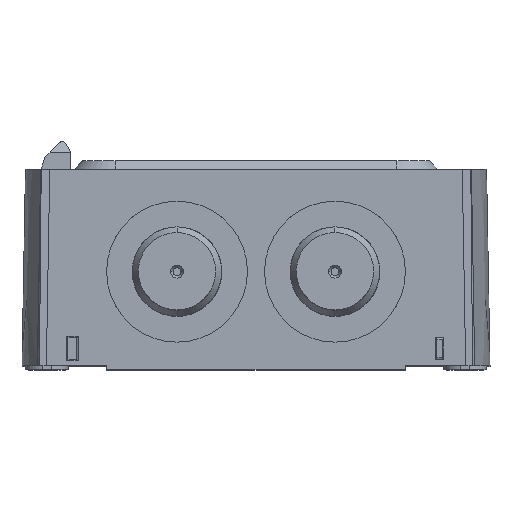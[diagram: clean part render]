
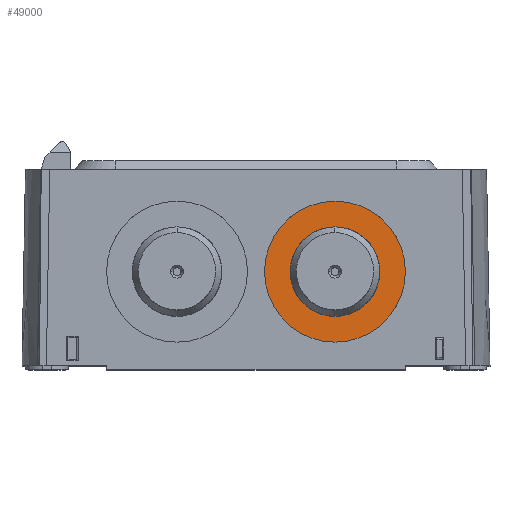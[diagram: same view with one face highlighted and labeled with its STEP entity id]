
A CAD part, top view. The second image highlights one B-rep face of the part: STEP entity #49000.
In plain terms, the highlighted planar face has unit normal (0, 0, 1).
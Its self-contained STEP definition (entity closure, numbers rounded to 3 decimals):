
#988 = FACE_BOUND ( 'NONE', #6566, .T. ) ;
#2875 = AXIS2_PLACEMENT_3D ( 'NONE', #6957, #49145, #77052 ) ;
#4953 = DIRECTION ( 'NONE',  ( -1., 0., 0. ) ) ;
#6566 = EDGE_LOOP ( 'NONE', ( #7192, #50690 ) ) ;
#6957 = CARTESIAN_POINT ( 'NONE',  ( 44.5, 22.8, 42.5 ) ) ;
#7192 = ORIENTED_EDGE ( 'NONE', *, *, #74038, .F. ) ;
#9236 = DIRECTION ( 'NONE',  ( -1., 0., 0. ) ) ;
#9356 = VERTEX_POINT ( 'NONE', #53960 ) ;
#10159 = CIRCLE ( 'NONE', #24825, 16.498 ) ;
#14845 = CARTESIAN_POINT ( 'NONE',  ( 60.998, 22.8, 42.5 ) ) ;
#16106 = DIRECTION ( 'NONE',  ( 0., 0., 1. ) ) ;
#16589 = DIRECTION ( 'NONE',  ( 0., 0., 1. ) ) ;
#19218 = AXIS2_PLACEMENT_3D ( 'NONE', #23987, #76862, #45116 ) ;
#21013 = EDGE_CURVE ( 'NONE', #68590, #52491, #32565, .T. ) ;
#22642 = ORIENTED_EDGE ( 'NONE', *, *, #38074, .T. ) ;
#23987 = CARTESIAN_POINT ( 'NONE',  ( 44.5, 22.8, 42.5 ) ) ;
#24507 = CARTESIAN_POINT ( 'NONE',  ( 55., 22.8, 42.5 ) ) ;
#24825 = AXIS2_PLACEMENT_3D ( 'NONE', #54471, #30748, #4953 ) ;
#30748 = DIRECTION ( 'NONE',  ( 0., 0., 1. ) ) ;
#32565 = CIRCLE ( 'NONE', #36939, 10.5 ) ;
#36201 = EDGE_CURVE ( 'NONE', #9356, #81852, #10159, .T. ) ;
#36939 = AXIS2_PLACEMENT_3D ( 'NONE', #78892, #16106, #9236 ) ;
#38074 = EDGE_CURVE ( 'NONE', #81852, #9356, #39713, .T. ) ;
#38215 = AXIS2_PLACEMENT_3D ( 'NONE', #73438, #16589, #52387 ) ;
#39713 = CIRCLE ( 'NONE', #19218, 16.498 ) ;
#45116 = DIRECTION ( 'NONE',  ( -1., 0., 0. ) ) ;
#49000 = ADVANCED_FACE ( 'NONE', ( #988, #76590 ), #69752, .T. ) ;
#49145 = DIRECTION ( 'NONE',  ( 0., 0., 1. ) ) ;
#50690 = ORIENTED_EDGE ( 'NONE', *, *, #21013, .F. ) ;
#52387 = DIRECTION ( 'NONE',  ( -1., 0., 0. ) ) ;
#52491 = VERTEX_POINT ( 'NONE', #71597 ) ;
#53960 = CARTESIAN_POINT ( 'NONE',  ( 28.002, 22.8, 42.5 ) ) ;
#54352 = CIRCLE ( 'NONE', #38215, 10.5 ) ;
#54471 = CARTESIAN_POINT ( 'NONE',  ( 44.5, 22.8, 42.5 ) ) ;
#55110 = ORIENTED_EDGE ( 'NONE', *, *, #36201, .T. ) ;
#68590 = VERTEX_POINT ( 'NONE', #24507 ) ;
#69752 = PLANE ( 'NONE',  #2875 ) ;
#71597 = CARTESIAN_POINT ( 'NONE',  ( 34., 22.8, 42.5 ) ) ;
#73438 = CARTESIAN_POINT ( 'NONE',  ( 44.5, 22.8, 42.5 ) ) ;
#74038 = EDGE_CURVE ( 'NONE', #52491, #68590, #54352, .T. ) ;
#76590 = FACE_OUTER_BOUND ( 'NONE', #82289, .T. ) ;
#76862 = DIRECTION ( 'NONE',  ( 0., 0., 1. ) ) ;
#77052 = DIRECTION ( 'NONE',  ( -1., 0., 0. ) ) ;
#78892 = CARTESIAN_POINT ( 'NONE',  ( 44.5, 22.8, 42.5 ) ) ;
#81852 = VERTEX_POINT ( 'NONE', #14845 ) ;
#82289 = EDGE_LOOP ( 'NONE', ( #55110, #22642 ) ) ;
